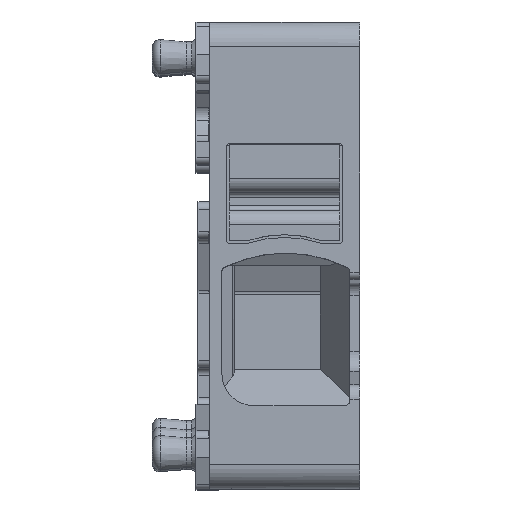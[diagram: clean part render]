
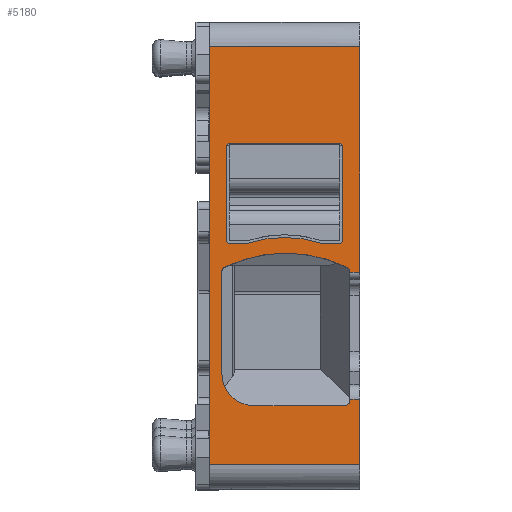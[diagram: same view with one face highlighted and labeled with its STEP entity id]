
A CAD part, top view. The second image highlights one B-rep face of the part: STEP entity #5180.
In plain terms, the highlighted planar face has unit normal (0, 0, 1).
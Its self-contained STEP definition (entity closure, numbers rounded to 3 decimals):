
#4975=AXIS2_PLACEMENT_3D('Plane Axis2P3D',#4972,#4973,#4974) ;
#5021=AXIS2_PLACEMENT_3D('Circle Axis2P3D',#5019,#5020,$) ;
#5035=AXIS2_PLACEMENT_3D('Circle Axis2P3D',#5033,#5034,$) ;
#5049=AXIS2_PLACEMENT_3D('Circle Axis2P3D',#5047,#5048,$) ;
#5056=AXIS2_PLACEMENT_3D('Circle Axis2P3D',#5054,#5055,$) ;
#5063=AXIS2_PLACEMENT_3D('Circle Axis2P3D',#5061,#5062,$) ;
#5100=AXIS2_PLACEMENT_3D('Circle Axis2P3D',#5098,#5099,$) ;
#5116=AXIS2_PLACEMENT_3D('Circle Axis2P3D',#5114,#5115,$) ;
#5130=AXIS2_PLACEMENT_3D('Circle Axis2P3D',#5128,#5129,$) ;
#5144=AXIS2_PLACEMENT_3D('Circle Axis2P3D',#5142,#5143,$) ;
#5158=AXIS2_PLACEMENT_3D('Circle Axis2P3D',#5156,#5157,$) ;
#2364=CARTESIAN_POINT('Vertex',(2.32,18.,50.95)) ;
#2367=CARTESIAN_POINT('Line Origine',(5.37,18.,50.95)) ;
#2371=CARTESIAN_POINT('Vertex',(8.42,18.,50.95)) ;
#4972=CARTESIAN_POINT('Axis2P3D Location',(5.82,1.,50.95)) ;
#4977=CARTESIAN_POINT('Line Origine',(8.42,13.409,50.95)) ;
#4981=CARTESIAN_POINT('Vertex',(8.42,8.818,50.95)) ;
#4984=CARTESIAN_POINT('Line Origine',(2.32,9.5,50.95)) ;
#4988=CARTESIAN_POINT('Vertex',(2.32,1.,50.95)) ;
#4991=CARTESIAN_POINT('Line Origine',(5.37,1.,50.95)) ;
#4995=CARTESIAN_POINT('Vertex',(8.42,1.,50.95)) ;
#4998=CARTESIAN_POINT('Line Origine',(8.42,2.328,50.95)) ;
#5002=CARTESIAN_POINT('Vertex',(8.42,3.657,50.95)) ;
#5005=CARTESIAN_POINT('Line Origine',(8.22,3.657,50.95)) ;
#5009=CARTESIAN_POINT('Vertex',(8.02,3.657,50.95)) ;
#5012=CARTESIAN_POINT('Line Origine',(8.02,3.628,50.95)) ;
#5016=CARTESIAN_POINT('Vertex',(8.02,3.6,50.95)) ;
#5019=CARTESIAN_POINT('Axis2P3D Location',(7.82,3.6,50.95)) ;
#5023=CARTESIAN_POINT('Vertex',(7.82,3.4,50.95)) ;
#5026=CARTESIAN_POINT('Line Origine',(5.97,3.4,50.95)) ;
#5030=CARTESIAN_POINT('Vertex',(4.12,3.4,50.95)) ;
#5033=CARTESIAN_POINT('Axis2P3D Location',(4.12,4.7,50.95)) ;
#5037=CARTESIAN_POINT('Vertex',(2.82,4.7,50.95)) ;
#5040=CARTESIAN_POINT('Line Origine',(2.82,6.774,50.95)) ;
#5044=CARTESIAN_POINT('Vertex',(2.82,8.849,50.95)) ;
#5047=CARTESIAN_POINT('Axis2P3D Location',(3.02,8.849,50.95)) ;
#5051=CARTESIAN_POINT('Vertex',(2.933,9.029,50.95)) ;
#5054=CARTESIAN_POINT('Axis2P3D Location',(5.42,3.9,50.95)) ;
#5058=CARTESIAN_POINT('Vertex',(7.907,9.029,50.95)) ;
#5061=CARTESIAN_POINT('Axis2P3D Location',(7.82,8.849,50.95)) ;
#5065=CARTESIAN_POINT('Vertex',(8.02,8.849,50.95)) ;
#5068=CARTESIAN_POINT('Line Origine',(8.02,8.833,50.95)) ;
#5072=CARTESIAN_POINT('Vertex',(8.02,8.818,50.95)) ;
#5075=CARTESIAN_POINT('Line Origine',(8.22,8.818,50.95)) ;
#5098=CARTESIAN_POINT('Axis2P3D Location',(7.62,13.95,50.95)) ;
#5102=CARTESIAN_POINT('Vertex',(7.72,13.95,50.95)) ;
#5104=CARTESIAN_POINT('Vertex',(7.62,14.05,50.95)) ;
#5107=CARTESIAN_POINT('Line Origine',(7.72,12.025,50.95)) ;
#5111=CARTESIAN_POINT('Vertex',(7.72,10.1,50.95)) ;
#5114=CARTESIAN_POINT('Axis2P3D Location',(7.62,10.1,50.95)) ;
#5118=CARTESIAN_POINT('Vertex',(7.62,10.,50.95)) ;
#5121=CARTESIAN_POINT('Line Origine',(7.241,10.,50.95)) ;
#5125=CARTESIAN_POINT('Vertex',(6.861,10.,50.95)) ;
#5128=CARTESIAN_POINT('Axis2P3D Location',(5.37,5.385,50.95)) ;
#5132=CARTESIAN_POINT('Vertex',(3.879,10.,50.95)) ;
#5135=CARTESIAN_POINT('Line Origine',(3.499,10.,50.95)) ;
#5139=CARTESIAN_POINT('Vertex',(3.12,10.,50.95)) ;
#5142=CARTESIAN_POINT('Axis2P3D Location',(3.12,10.1,50.95)) ;
#5146=CARTESIAN_POINT('Vertex',(3.02,10.1,50.95)) ;
#5149=CARTESIAN_POINT('Line Origine',(3.02,12.025,50.95)) ;
#5153=CARTESIAN_POINT('Vertex',(3.02,13.95,50.95)) ;
#5156=CARTESIAN_POINT('Axis2P3D Location',(3.12,13.95,50.95)) ;
#5160=CARTESIAN_POINT('Vertex',(3.12,14.05,50.95)) ;
#5163=CARTESIAN_POINT('Line Origine',(5.37,14.05,50.95)) ;
#2368=DIRECTION('Vector Direction',(1.,0.,0.)) ;
#4973=DIRECTION('Axis2P3D Direction',(0.,0.,1.)) ;
#4974=DIRECTION('Axis2P3D XDirection',(0.,1.,0.)) ;
#4978=DIRECTION('Vector Direction',(0.,1.,0.)) ;
#4985=DIRECTION('Vector Direction',(0.,1.,0.)) ;
#4992=DIRECTION('Vector Direction',(-1.,0.,0.)) ;
#4999=DIRECTION('Vector Direction',(0.,1.,0.)) ;
#5006=DIRECTION('Vector Direction',(1.,0.,0.)) ;
#5013=DIRECTION('Vector Direction',(0.,-1.,0.)) ;
#5020=DIRECTION('Axis2P3D Direction',(0.,0.,1.)) ;
#5027=DIRECTION('Vector Direction',(-1.,0.,0.)) ;
#5034=DIRECTION('Axis2P3D Direction',(0.,0.,1.)) ;
#5041=DIRECTION('Vector Direction',(0.,-1.,0.)) ;
#5048=DIRECTION('Axis2P3D Direction',(0.,0.,1.)) ;
#5055=DIRECTION('Axis2P3D Direction',(0.,0.,1.)) ;
#5062=DIRECTION('Axis2P3D Direction',(0.,0.,1.)) ;
#5069=DIRECTION('Vector Direction',(0.,-1.,0.)) ;
#5076=DIRECTION('Vector Direction',(1.,0.,0.)) ;
#5099=DIRECTION('Axis2P3D Direction',(0.,0.,1.)) ;
#5108=DIRECTION('Vector Direction',(0.,1.,0.)) ;
#5115=DIRECTION('Axis2P3D Direction',(0.,0.,1.)) ;
#5122=DIRECTION('Vector Direction',(-1.,0.,0.)) ;
#5129=DIRECTION('Axis2P3D Direction',(0.,0.,1.)) ;
#5136=DIRECTION('Vector Direction',(-1.,0.,0.)) ;
#5143=DIRECTION('Axis2P3D Direction',(0.,0.,1.)) ;
#5150=DIRECTION('Vector Direction',(0.,1.,0.)) ;
#5157=DIRECTION('Axis2P3D Direction',(0.,0.,1.)) ;
#5164=DIRECTION('Vector Direction',(-1.,0.,0.)) ;
#2369=VECTOR('Line Direction',#2368,1.) ;
#4979=VECTOR('Line Direction',#4978,1.) ;
#4986=VECTOR('Line Direction',#4985,1.) ;
#4993=VECTOR('Line Direction',#4992,1.) ;
#5000=VECTOR('Line Direction',#4999,1.) ;
#5007=VECTOR('Line Direction',#5006,1.) ;
#5014=VECTOR('Line Direction',#5013,1.) ;
#5028=VECTOR('Line Direction',#5027,1.) ;
#5042=VECTOR('Line Direction',#5041,1.) ;
#5070=VECTOR('Line Direction',#5069,1.) ;
#5077=VECTOR('Line Direction',#5076,1.) ;
#5109=VECTOR('Line Direction',#5108,1.) ;
#5123=VECTOR('Line Direction',#5122,1.) ;
#5137=VECTOR('Line Direction',#5136,1.) ;
#5151=VECTOR('Line Direction',#5150,1.) ;
#5165=VECTOR('Line Direction',#5164,1.) ;
#5081=ORIENTED_EDGE('',*,*,#4983,.F.) ;
#5082=ORIENTED_EDGE('',*,*,#2373,.T.) ;
#5083=ORIENTED_EDGE('',*,*,#4990,.T.) ;
#5084=ORIENTED_EDGE('',*,*,#4997,.F.) ;
#5085=ORIENTED_EDGE('',*,*,#5004,.F.) ;
#5086=ORIENTED_EDGE('',*,*,#5011,.F.) ;
#5087=ORIENTED_EDGE('',*,*,#5018,.T.) ;
#5088=ORIENTED_EDGE('',*,*,#5025,.F.) ;
#5089=ORIENTED_EDGE('',*,*,#5032,.T.) ;
#5090=ORIENTED_EDGE('',*,*,#5039,.F.) ;
#5091=ORIENTED_EDGE('',*,*,#5046,.F.) ;
#5092=ORIENTED_EDGE('',*,*,#5053,.F.) ;
#5093=ORIENTED_EDGE('',*,*,#5060,.F.) ;
#5094=ORIENTED_EDGE('',*,*,#5067,.F.) ;
#5095=ORIENTED_EDGE('',*,*,#5074,.T.) ;
#5096=ORIENTED_EDGE('',*,*,#5079,.T.) ;
#5169=ORIENTED_EDGE('',*,*,#5106,.F.) ;
#5170=ORIENTED_EDGE('',*,*,#5113,.F.) ;
#5171=ORIENTED_EDGE('',*,*,#5120,.F.) ;
#5172=ORIENTED_EDGE('',*,*,#5127,.T.) ;
#5173=ORIENTED_EDGE('',*,*,#5134,.T.) ;
#5174=ORIENTED_EDGE('',*,*,#5141,.T.) ;
#5175=ORIENTED_EDGE('',*,*,#5148,.F.) ;
#5176=ORIENTED_EDGE('',*,*,#5155,.T.) ;
#5177=ORIENTED_EDGE('',*,*,#5162,.F.) ;
#5178=ORIENTED_EDGE('',*,*,#5167,.F.) ;
#5179=FACE_BOUND('',#5168,.T.) ;
#5180=ADVANCED_FACE('66463_MLD_APG_4_MI.1\\66463_MLD_APG_4_MI',(#5097,#5179),#4976,.T.) ;
#5022=CIRCLE('generated circle',#5021,0.2) ;
#5036=CIRCLE('generated circle',#5035,1.3) ;
#5050=CIRCLE('generated circle',#5049,0.2) ;
#5057=CIRCLE('generated circle',#5056,5.7) ;
#5064=CIRCLE('generated circle',#5063,0.2) ;
#5101=CIRCLE('generated circle',#5100,0.1) ;
#5117=CIRCLE('generated circle',#5116,0.1) ;
#5131=CIRCLE('generated circle',#5130,4.85) ;
#5145=CIRCLE('generated circle',#5144,0.1) ;
#5159=CIRCLE('generated circle',#5158,0.1) ;
#2373=EDGE_CURVE('',#2372,#2365,#2370,.F.) ;
#4983=EDGE_CURVE('',#2372,#4982,#4980,.F.) ;
#4990=EDGE_CURVE('',#2365,#4989,#4987,.F.) ;
#4997=EDGE_CURVE('',#4996,#4989,#4994,.T.) ;
#5004=EDGE_CURVE('',#5003,#4996,#5001,.F.) ;
#5011=EDGE_CURVE('',#5010,#5003,#5008,.T.) ;
#5018=EDGE_CURVE('',#5010,#5017,#5015,.T.) ;
#5025=EDGE_CURVE('',#5024,#5017,#5022,.T.) ;
#5032=EDGE_CURVE('',#5024,#5031,#5029,.T.) ;
#5039=EDGE_CURVE('',#5038,#5031,#5036,.T.) ;
#5046=EDGE_CURVE('',#5045,#5038,#5043,.T.) ;
#5053=EDGE_CURVE('',#5052,#5045,#5050,.T.) ;
#5060=EDGE_CURVE('',#5059,#5052,#5057,.T.) ;
#5067=EDGE_CURVE('',#5066,#5059,#5064,.T.) ;
#5074=EDGE_CURVE('',#5066,#5073,#5071,.T.) ;
#5079=EDGE_CURVE('',#5073,#4982,#5078,.T.) ;
#5106=EDGE_CURVE('',#5103,#5105,#5101,.T.) ;
#5113=EDGE_CURVE('',#5112,#5103,#5110,.T.) ;
#5120=EDGE_CURVE('',#5119,#5112,#5117,.T.) ;
#5127=EDGE_CURVE('',#5119,#5126,#5124,.T.) ;
#5134=EDGE_CURVE('',#5126,#5133,#5131,.T.) ;
#5141=EDGE_CURVE('',#5133,#5140,#5138,.T.) ;
#5148=EDGE_CURVE('',#5147,#5140,#5145,.T.) ;
#5155=EDGE_CURVE('',#5147,#5154,#5152,.T.) ;
#5162=EDGE_CURVE('',#5161,#5154,#5159,.T.) ;
#5167=EDGE_CURVE('',#5105,#5161,#5166,.T.) ;
#5080=EDGE_LOOP('',(#5081,#5082,#5083,#5084,#5085,#5086,#5087,#5088,#5089,#5090,#5091,#5092,#5093,#5094,#5095,#5096)) ;
#5168=EDGE_LOOP('',(#5169,#5170,#5171,#5172,#5173,#5174,#5175,#5176,#5177,#5178)) ;
#5097=FACE_OUTER_BOUND('',#5080,.T.) ;
#2370=LINE('Line',#2367,#2369) ;
#4980=LINE('Line',#4977,#4979) ;
#4987=LINE('Line',#4984,#4986) ;
#4994=LINE('Line',#4991,#4993) ;
#5001=LINE('Line',#4998,#5000) ;
#5008=LINE('Line',#5005,#5007) ;
#5015=LINE('Line',#5012,#5014) ;
#5029=LINE('Line',#5026,#5028) ;
#5043=LINE('Line',#5040,#5042) ;
#5071=LINE('Line',#5068,#5070) ;
#5078=LINE('Line',#5075,#5077) ;
#5110=LINE('Line',#5107,#5109) ;
#5124=LINE('Line',#5121,#5123) ;
#5138=LINE('Line',#5135,#5137) ;
#5152=LINE('Line',#5149,#5151) ;
#5166=LINE('Line',#5163,#5165) ;
#4976=PLANE('',#4975) ;
#2365=VERTEX_POINT('',#2364) ;
#2372=VERTEX_POINT('',#2371) ;
#4982=VERTEX_POINT('',#4981) ;
#4989=VERTEX_POINT('',#4988) ;
#4996=VERTEX_POINT('',#4995) ;
#5003=VERTEX_POINT('',#5002) ;
#5010=VERTEX_POINT('',#5009) ;
#5017=VERTEX_POINT('',#5016) ;
#5024=VERTEX_POINT('',#5023) ;
#5031=VERTEX_POINT('',#5030) ;
#5038=VERTEX_POINT('',#5037) ;
#5045=VERTEX_POINT('',#5044) ;
#5052=VERTEX_POINT('',#5051) ;
#5059=VERTEX_POINT('',#5058) ;
#5066=VERTEX_POINT('',#5065) ;
#5073=VERTEX_POINT('',#5072) ;
#5103=VERTEX_POINT('',#5102) ;
#5105=VERTEX_POINT('',#5104) ;
#5112=VERTEX_POINT('',#5111) ;
#5119=VERTEX_POINT('',#5118) ;
#5126=VERTEX_POINT('',#5125) ;
#5133=VERTEX_POINT('',#5132) ;
#5140=VERTEX_POINT('',#5139) ;
#5147=VERTEX_POINT('',#5146) ;
#5154=VERTEX_POINT('',#5153) ;
#5161=VERTEX_POINT('',#5160) ;
